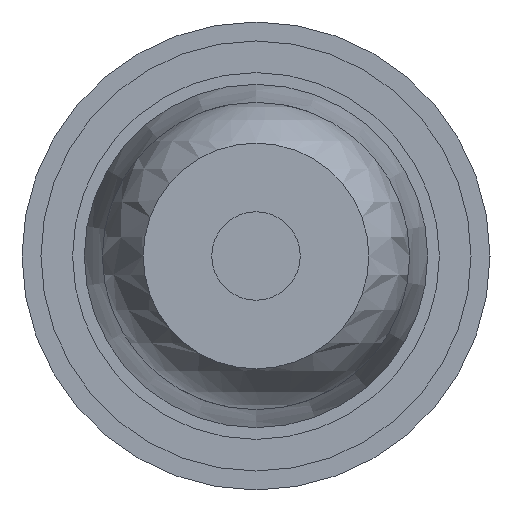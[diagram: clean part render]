
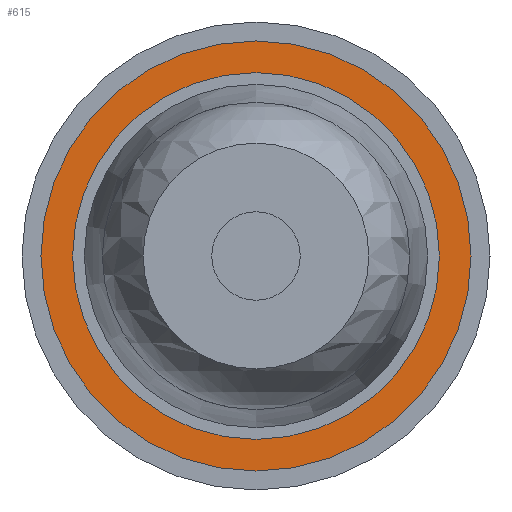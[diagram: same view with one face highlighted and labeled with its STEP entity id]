
A CAD part, left-side view. The second image highlights one B-rep face of the part: STEP entity #615.
In plain terms, the highlighted planar face has unit normal (-1, 0, 0).
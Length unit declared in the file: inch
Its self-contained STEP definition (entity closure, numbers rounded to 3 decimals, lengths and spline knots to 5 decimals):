
#307 = AXIS2_PLACEMENT_3D ( 'NONE', #2733, #1847, #931 ) ;
#363 = FACE_OUTER_BOUND ( 'NONE', #2728, .T. ) ;
#468 = AXIS2_PLACEMENT_3D ( 'NONE', #537, #1472, #1491 ) ;
#537 = CARTESIAN_POINT ( 'NONE',  ( 0.207, 0., 0. ) ) ;
#615 = ADVANCED_FACE ( 'NONE', ( #1122, #363 ), #2938, .F. ) ;
#772 = VERTEX_POINT ( 'NONE', #1197 ) ;
#897 = CIRCLE ( 'NONE', #468, 0.017 ) ;
#931 = DIRECTION ( 'NONE',  ( 0., 0., 1. ) ) ;
#1117 = DIRECTION ( 'NONE',  ( 0., 0., -1. ) ) ;
#1122 = FACE_BOUND ( 'NONE', #1299, .T. ) ;
#1130 = CARTESIAN_POINT ( 'NONE',  ( 0.207, 0.01215, 0. ) ) ;
#1197 = CARTESIAN_POINT ( 'NONE',  ( 0.207, 0., 0.017 ) ) ;
#1299 = EDGE_LOOP ( 'NONE', ( #2278 ) ) ;
#1328 = EDGE_CURVE ( 'NONE', #2810, #2810, #1378, .T. ) ;
#1378 = CIRCLE ( 'NONE', #307, 0.01215 ) ;
#1472 = DIRECTION ( 'NONE',  ( -1., 0., 0. ) ) ;
#1491 = DIRECTION ( 'NONE',  ( 0., 0., 1. ) ) ;
#1574 = EDGE_CURVE ( 'NONE', #772, #772, #897, .T. ) ;
#1610 = DIRECTION ( 'NONE',  ( 1., 0., 0. ) ) ;
#1847 = DIRECTION ( 'NONE',  ( -1., 0., 0. ) ) ;
#2278 = ORIENTED_EDGE ( 'NONE', *, *, #1328, .F. ) ;
#2308 = ORIENTED_EDGE ( 'NONE', *, *, #1574, .T. ) ;
#2350 = AXIS2_PLACEMENT_3D ( 'NONE', #1130, #1610, #1117 ) ;
#2728 = EDGE_LOOP ( 'NONE', ( #2308 ) ) ;
#2733 = CARTESIAN_POINT ( 'NONE',  ( 0.207, 0., 0. ) ) ;
#2743 = CARTESIAN_POINT ( 'NONE',  ( 0.207, 0., 0.01215 ) ) ;
#2810 = VERTEX_POINT ( 'NONE', #2743 ) ;
#2938 = PLANE ( 'NONE',  #2350 ) ;
